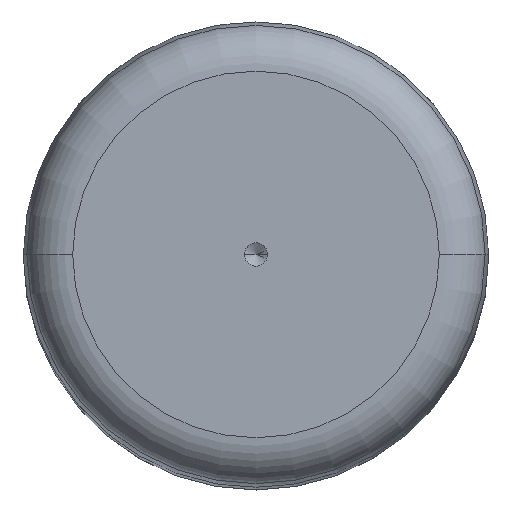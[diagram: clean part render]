
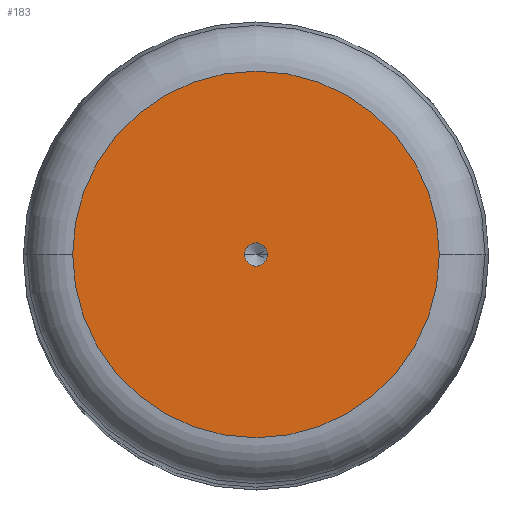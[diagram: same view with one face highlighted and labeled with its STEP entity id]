
A CAD part, top view. The second image highlights one B-rep face of the part: STEP entity #183.
In plain terms, the highlighted planar face has unit normal (0, 0, 1).
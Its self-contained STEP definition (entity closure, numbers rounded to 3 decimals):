
#21 = EDGE_CURVE ( 'NONE', #105, #260, #78, .T. ) ;
#27 = DIRECTION ( 'NONE',  ( 1., 0., 0. ) ) ;
#28 = CARTESIAN_POINT ( 'NONE',  ( 0., 0., 220. ) ) ;
#54 = DIRECTION ( 'NONE',  ( 1., 0., 0. ) ) ;
#56 = CARTESIAN_POINT ( 'NONE',  ( 0., 0., 220. ) ) ;
#65 = CIRCLE ( 'NONE', #182, 1.5 ) ;
#78 = CIRCLE ( 'NONE', #275, 1.5 ) ;
#98 = DIRECTION ( 'NONE',  ( 0., 0., 1. ) ) ;
#105 = VERTEX_POINT ( 'NONE', #241 ) ;
#108 = DIRECTION ( 'NONE',  ( 0., 0., 1. ) ) ;
#147 = DIRECTION ( 'NONE',  ( 1., 0., 0. ) ) ;
#154 = VERTEX_POINT ( 'NONE', #561 ) ;
#182 = AXIS2_PLACEMENT_3D ( 'NONE', #615, #245, #626 ) ;
#183 = ADVANCED_FACE ( 'NONE', ( #539, #256 ), #522, .T. ) ;
#189 = EDGE_CURVE ( 'NONE', #260, #105, #65, .T. ) ;
#191 = CARTESIAN_POINT ( 'NONE',  ( -23.642, 0., 220. ) ) ;
#210 = CIRCLE ( 'NONE', #534, 23.642 ) ;
#222 = AXIS2_PLACEMENT_3D ( 'NONE', #56, #108, #54 ) ;
#241 = CARTESIAN_POINT ( 'NONE',  ( 1.5, 0., 220. ) ) ;
#245 = DIRECTION ( 'NONE',  ( 0., 0., 1. ) ) ;
#256 = FACE_OUTER_BOUND ( 'NONE', #370, .T. ) ;
#260 = VERTEX_POINT ( 'NONE', #598 ) ;
#263 = VERTEX_POINT ( 'NONE', #191 ) ;
#275 = AXIS2_PLACEMENT_3D ( 'NONE', #648, #332, #27 ) ;
#281 = DIRECTION ( 'NONE',  ( 1., 0., 0. ) ) ;
#326 = AXIS2_PLACEMENT_3D ( 'NONE', #555, #98, #147 ) ;
#332 = DIRECTION ( 'NONE',  ( 0., 0., 1. ) ) ;
#336 = EDGE_CURVE ( 'NONE', #263, #154, #621, .T. ) ;
#370 = EDGE_LOOP ( 'NONE', ( #480, #410 ) ) ;
#410 = ORIENTED_EDGE ( 'NONE', *, *, #336, .T. ) ;
#480 = ORIENTED_EDGE ( 'NONE', *, *, #630, .T. ) ;
#482 = ORIENTED_EDGE ( 'NONE', *, *, #21, .F. ) ;
#495 = ORIENTED_EDGE ( 'NONE', *, *, #189, .F. ) ;
#522 = PLANE ( 'NONE',  #222 ) ;
#534 = AXIS2_PLACEMENT_3D ( 'NONE', #28, #605, #281 ) ;
#537 = EDGE_LOOP ( 'NONE', ( #482, #495 ) ) ;
#539 = FACE_BOUND ( 'NONE', #537, .T. ) ;
#555 = CARTESIAN_POINT ( 'NONE',  ( 0., 0., 220. ) ) ;
#561 = CARTESIAN_POINT ( 'NONE',  ( 23.642, 0., 220. ) ) ;
#598 = CARTESIAN_POINT ( 'NONE',  ( -1.5, 0., 220. ) ) ;
#605 = DIRECTION ( 'NONE',  ( 0., 0., 1. ) ) ;
#615 = CARTESIAN_POINT ( 'NONE',  ( 0., 0., 220. ) ) ;
#621 = CIRCLE ( 'NONE', #326, 23.642 ) ;
#626 = DIRECTION ( 'NONE',  ( 1., 0., 0. ) ) ;
#630 = EDGE_CURVE ( 'NONE', #154, #263, #210, .T. ) ;
#648 = CARTESIAN_POINT ( 'NONE',  ( 0., 0., 220. ) ) ;
